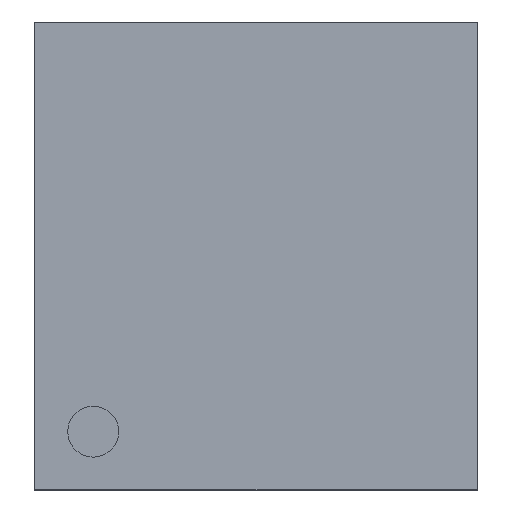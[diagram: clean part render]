
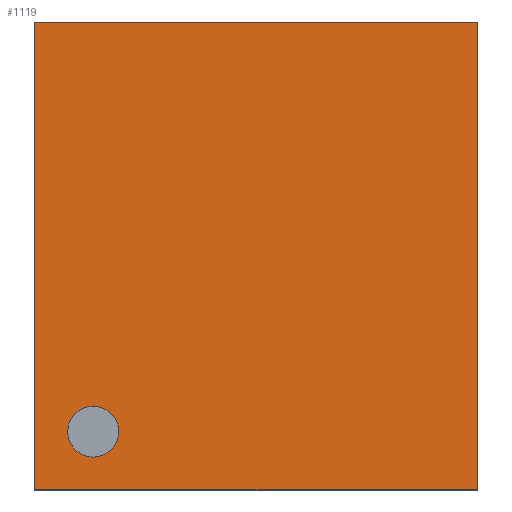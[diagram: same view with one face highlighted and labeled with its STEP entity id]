
A CAD part, top view. The second image highlights one B-rep face of the part: STEP entity #1119.
In plain terms, the highlighted planar face has unit normal (0, 0, 1).
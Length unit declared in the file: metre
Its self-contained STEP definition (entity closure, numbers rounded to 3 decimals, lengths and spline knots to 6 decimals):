
#1119 = ADVANCED_FACE( '', ( #2822, #2823 ), #2824, .T. );
#1289 = EDGE_CURVE( '', #3094, #3095, #3096, .T. );
#1385 = EDGE_CURVE( '', #3241, #3241, #3242, .T. );
#1411 = EDGE_CURVE( '', #2796, #2940, #3278, .T. );
#1505 = EDGE_CURVE( '', #2940, #3095, #3415, .T. );
#1897 = EDGE_CURVE( '', #2796, #3094, #3907, .T. );
#2796 = VERTEX_POINT( '', #5033 );
#2822 = FACE_BOUND( '', #5070, .T. );
#2823 = FACE_OUTER_BOUND( '', #5071, .T. );
#2824 = PLANE( '', #5072 );
#2940 = VERTEX_POINT( '', #5229 );
#3094 = VERTEX_POINT( '', #5453 );
#3095 = VERTEX_POINT( '', #5454 );
#3096 = LINE( '', #5455, #5456 );
#3241 = VERTEX_POINT( '', #5668 );
#3242 = CIRCLE( '', #5669, 0.000403 );
#3278 = LINE( '', #5724, #5725 );
#3415 = LINE( '', #5924, #5925 );
#3907 = LINE( '', #6682, #6683 );
#5033 = CARTESIAN_POINT( '', ( -0.0035, 0.0037, 0.001 ) );
#5070 = EDGE_LOOP( '', ( #7764 ) );
#5071 = EDGE_LOOP( '', ( #7765, #7766, #7767, #7768 ) );
#5072 = AXIS2_PLACEMENT_3D( '', #7769, #7770, #7771 );
#5229 = CARTESIAN_POINT( '', ( -0.0035, -0.0037, 0.001 ) );
#5453 = CARTESIAN_POINT( '', ( 0.0035, 0.0037, 0.001 ) );
#5454 = CARTESIAN_POINT( '', ( 0.0035, -0.0037, 0.001 ) );
#5455 = CARTESIAN_POINT( '', ( 0.0035, 0.002297, 0.001 ) );
#5456 = VECTOR( '', #8059, 1. );
#5668 = CARTESIAN_POINT( '', ( -0.002171, -0.002778, 0.001 ) );
#5669 = AXIS2_PLACEMENT_3D( '', #8205, #8206, #8207 );
#5724 = CARTESIAN_POINT( '', ( -0.0035, 0.002297, 0.001 ) );
#5725 = VECTOR( '', #8241, 1. );
#5924 = CARTESIAN_POINT( '', ( -0.003308, -0.0037, 0.001 ) );
#5925 = VECTOR( '', #8395, 1. );
#6682 = CARTESIAN_POINT( '', ( 0.001298, 0.0037, 0.001 ) );
#6683 = VECTOR( '', #9029, 1. );
#7764 = ORIENTED_EDGE( '', *, *, #1385, .F. );
#7765 = ORIENTED_EDGE( '', *, *, #1897, .F. );
#7766 = ORIENTED_EDGE( '', *, *, #1411, .T. );
#7767 = ORIENTED_EDGE( '', *, *, #1505, .T. );
#7768 = ORIENTED_EDGE( '', *, *, #1289, .F. );
#7769 = CARTESIAN_POINT( '', ( 0., 0., 0.001 ) );
#7770 = DIRECTION( '', ( 0., 0., 1. ) );
#7771 = DIRECTION( '', ( 1., 0., 0. ) );
#8059 = DIRECTION( '', ( 0., -1., 0. ) );
#8205 = CARTESIAN_POINT( '', ( -0.002574, -0.002778, 0.001 ) );
#8206 = DIRECTION( '', ( 0., 0., 1. ) );
#8207 = DIRECTION( '', ( 1., 0., 0. ) );
#8241 = DIRECTION( '', ( 0., -1., 0. ) );
#8395 = DIRECTION( '', ( 1., 0., 0. ) );
#9029 = DIRECTION( '', ( 1., 0., 0. ) );
